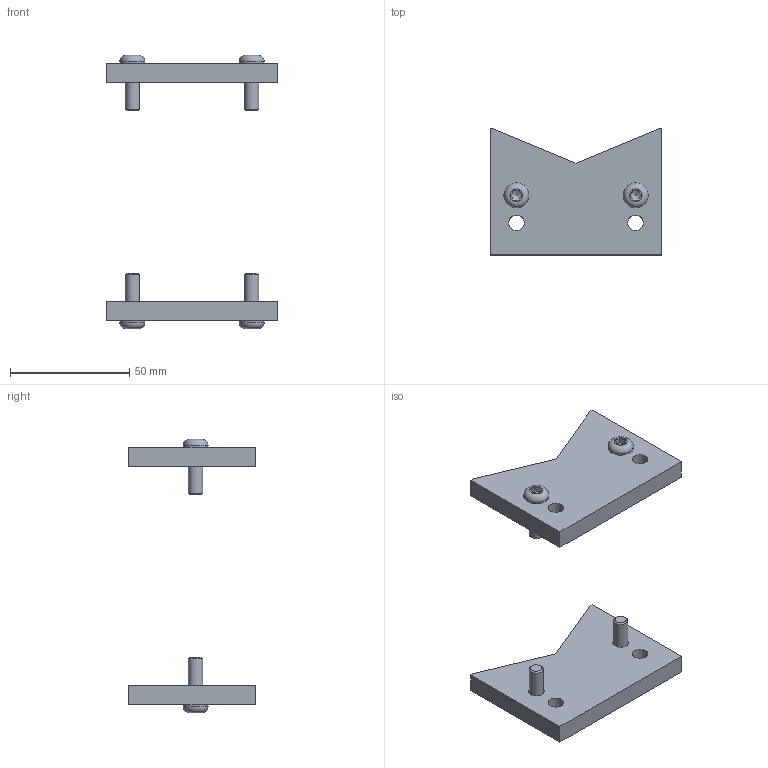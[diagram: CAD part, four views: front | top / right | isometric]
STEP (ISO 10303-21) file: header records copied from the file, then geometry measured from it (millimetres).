
FILE_DESCRIPTION(/* description */ ('KIT AR70 COMBO FLAT/PIPE POLES'),/* implementation_level */ '2;1');
FILE_NAME(/* name */ 'E0087464.stp',/* time_stamp */ '2017-12-13T07:50:33+01:00',/* author */ ('pb'),/* organization */ (''),/* preprocessor_version */ 'ST-DEVELOPER v16.5',/* originating_system */ 'Autodesk Inventor 2017',/* authorisation */ '');
FILE_SCHEMA (('AUTOMOTIVE_DESIGN { 1 0 10303 214 3 1 1 }'));
Length unit declared in the file: millimetre
Products named in the file (3): E0087464; E0087461; 54.1106020
Assembly tree (6 placements, depth 2):
  E0087464
    E0087461  x2
    54.1106020  x4
Bounding box: 72 x 53 x 114.6 mm (x, y, z)
Volume: 53896.8 mm3; surface area: 20675.4 mm2
Topology: 6 solids, 6 shells, 86 faces, 202 edges, 132 vertices
Faces by surface type: plane 54, cylinder 16, torus 8, cone 8
Full cylindrical faces by diameter (mm): 6 x4, 6.5 x8, 10.5 x4
Entity records: 858 total; most frequent: CARTESIAN_POINT 144, DIRECTION 137, ORIENTED_EDGE 108, EDGE_CURVE 54, AXIS2_PLACEMENT_3D 52, EDGE_LOOP 47, VERTEX_POINT 41, LINE 33
